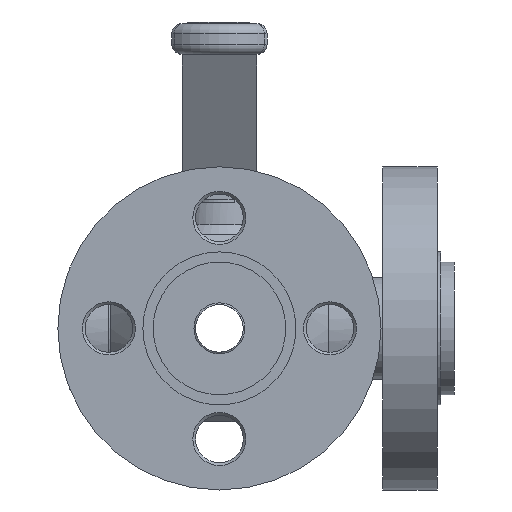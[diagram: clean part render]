
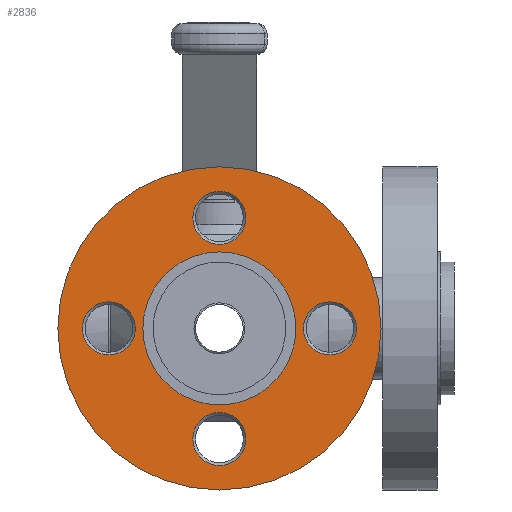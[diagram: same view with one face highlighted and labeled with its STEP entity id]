
A CAD part, left-side view. The second image highlights one B-rep face of the part: STEP entity #2836.
In plain terms, the highlighted planar face has unit normal (-1, 0, 0).
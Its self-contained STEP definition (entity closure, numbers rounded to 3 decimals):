
#2836=ADVANCED_FACE('',(#3585,#3586,#3587,#3588,#3589,#3590),#3280,.T.);
#3280=PLANE('',#10225);
#3585=FACE_BOUND('',#4416,.T.);
#3586=FACE_BOUND('',#4417,.T.);
#3587=FACE_BOUND('',#4418,.T.);
#3588=FACE_BOUND('',#4419,.T.);
#3589=FACE_BOUND('',#4420,.T.);
#3590=FACE_BOUND('',#4421,.T.);
#4416=EDGE_LOOP('',(#6833));
#4417=EDGE_LOOP('',(#6834));
#4418=EDGE_LOOP('',(#6835));
#4419=EDGE_LOOP('',(#6836));
#4420=EDGE_LOOP('',(#6837));
#4421=EDGE_LOOP('',(#6838));
#6833=ORIENTED_EDGE('',*,*,#9046,.T.);
#6834=ORIENTED_EDGE('',*,*,#9047,.T.);
#6835=ORIENTED_EDGE('',*,*,#9048,.T.);
#6836=ORIENTED_EDGE('',*,*,#9049,.T.);
#6837=ORIENTED_EDGE('',*,*,#9045,.T.);
#6838=ORIENTED_EDGE('',*,*,#9050,.F.);
#7829=VERTEX_POINT('',#15777);
#7830=VERTEX_POINT('',#15780);
#7831=VERTEX_POINT('',#15782);
#7832=VERTEX_POINT('',#15784);
#7833=VERTEX_POINT('',#15786);
#7834=VERTEX_POINT('',#15788);
#9045=EDGE_CURVE('',#7829,#7829,#9395,.T.);
#9046=EDGE_CURVE('',#7830,#7830,#9396,.T.);
#9047=EDGE_CURVE('',#7831,#7831,#9397,.T.);
#9048=EDGE_CURVE('',#7832,#7832,#9398,.T.);
#9049=EDGE_CURVE('',#7833,#7833,#9399,.T.);
#9050=EDGE_CURVE('',#7834,#7834,#9400,.T.);
#9395=CIRCLE('',#10218,22.5);
#9396=CIRCLE('',#10220,7.8);
#9397=CIRCLE('',#10221,7.8);
#9398=CIRCLE('',#10222,7.8);
#9399=CIRCLE('',#10223,7.8);
#9400=CIRCLE('',#10224,47.5);
#10218=AXIS2_PLACEMENT_3D('',#15776,#12665,#12666);
#10220=AXIS2_PLACEMENT_3D('',#15779,#12669,#12670);
#10221=AXIS2_PLACEMENT_3D('',#15781,#12671,#12672);
#10222=AXIS2_PLACEMENT_3D('',#15783,#12673,#12674);
#10223=AXIS2_PLACEMENT_3D('',#15785,#12675,#12676);
#10224=AXIS2_PLACEMENT_3D('',#15787,#12677,#12678);
#10225=AXIS2_PLACEMENT_3D('',#15789,#12679,#12680);
#12665=DIRECTION('',(1.,0.,0.));
#12666=DIRECTION('',(0.,0.,1.));
#12669=DIRECTION('',(1.,0.,0.));
#12670=DIRECTION('',(0.,-1.,0.));
#12671=DIRECTION('',(1.,0.,0.));
#12672=DIRECTION('',(0.,-1.,0.));
#12673=DIRECTION('',(1.,0.,0.));
#12674=DIRECTION('',(0.,-1.,0.));
#12675=DIRECTION('',(1.,0.,0.));
#12676=DIRECTION('',(0.,-1.,0.));
#12677=DIRECTION('',(1.,0.,0.));
#12678=DIRECTION('',(0.,1.,0.));
#12679=DIRECTION('',(-1.,0.,0.));
#12680=DIRECTION('',(0.,1.,0.));
#15776=CARTESIAN_POINT('',(-32.,0.,0.));
#15777=CARTESIAN_POINT('',(-32.,0.,22.5));
#15779=CARTESIAN_POINT('',(-32.,-32.5,0.));
#15780=CARTESIAN_POINT('',(-32.,-40.3,0.));
#15781=CARTESIAN_POINT('',(-32.,0.,-32.5));
#15782=CARTESIAN_POINT('',(-32.,-7.8,-32.5));
#15783=CARTESIAN_POINT('',(-32.,32.5,0.));
#15784=CARTESIAN_POINT('',(-32.,24.7,0.));
#15785=CARTESIAN_POINT('',(-32.,0.,32.5));
#15786=CARTESIAN_POINT('',(-32.,-7.8,32.5));
#15787=CARTESIAN_POINT('',(-32.,0.,0.));
#15788=CARTESIAN_POINT('',(-32.,47.5,0.));
#15789=CARTESIAN_POINT('',(-32.,0.,0.));
